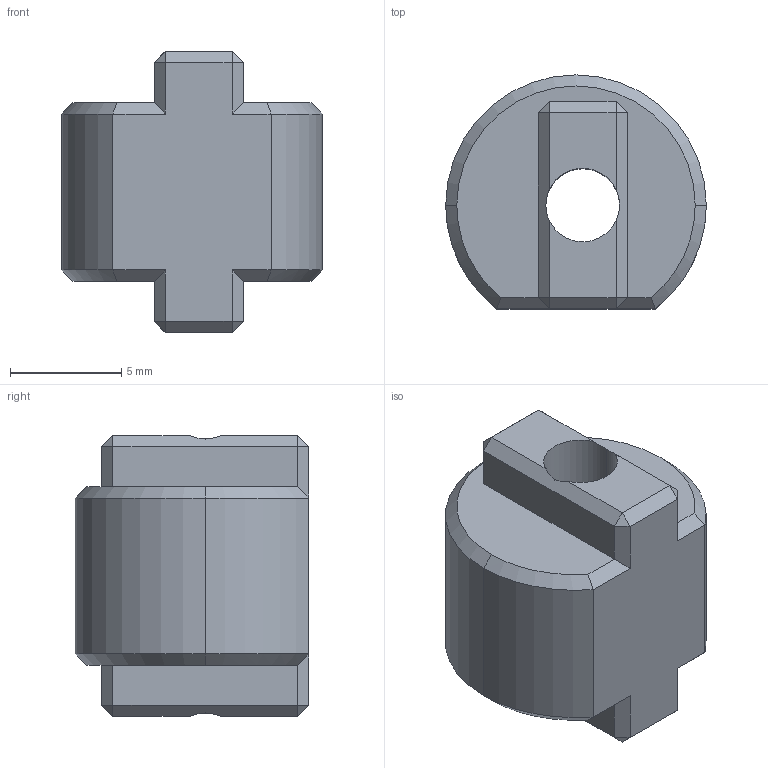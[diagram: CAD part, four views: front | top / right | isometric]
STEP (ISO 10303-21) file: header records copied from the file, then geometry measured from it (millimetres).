
FILE_DESCRIPTION (( 'STEP AP214' ), '1' );
FILE_NAME ('UpperLeg_Bearing_Spacer_0.3mm_Offset.STEP', '2023-04-26T04:15:24', ( '' ), ( '' ), 'SwSTEP 2.0', 'SolidWorks 2023', '' );
FILE_SCHEMA (( 'AUTOMOTIVE_DESIGN' ));
Length unit declared in the file: millimetre
Products named in the file (1): UpperLeg_Bearing_Spacer_0.3mm_Offset
Bounding box: 11.7 x 10.5 x 12.6 mm (x, y, z)
Volume: 860.8 mm3; surface area: 688 mm2
Topology: 1 solids, 1 shells, 52 faces, 120 edges, 68 vertices
Faces by surface type: plane 41, cone 6, cylinder 5
Entity records: 1443 total; most frequent: CARTESIAN_POINT 277, ORIENTED_EDGE 240, DIRECTION 230, EDGE_CURVE 120, LINE 92, VECTOR 92, AXIS2_PLACEMENT_3D 69, VERTEX_POINT 68
